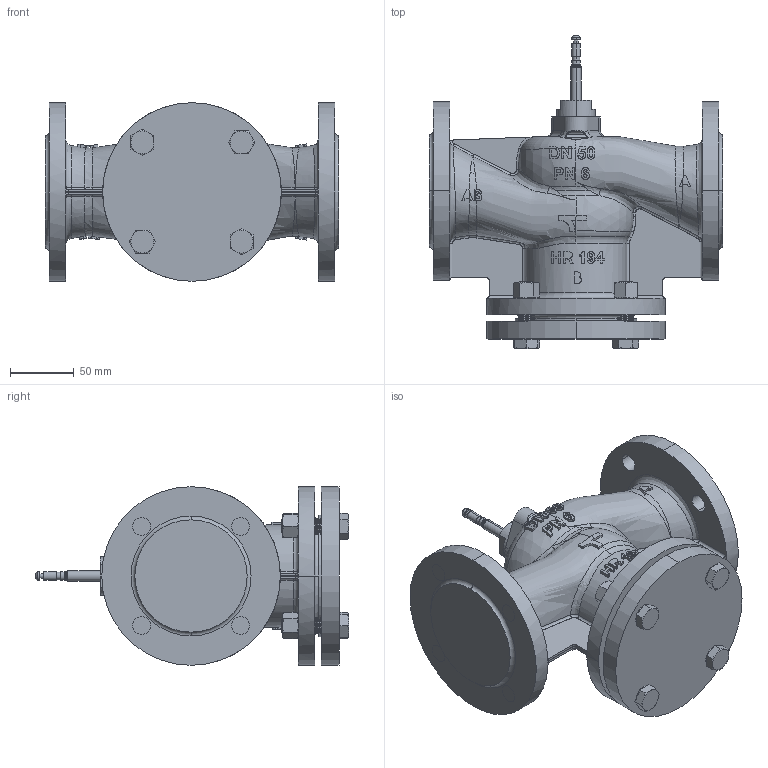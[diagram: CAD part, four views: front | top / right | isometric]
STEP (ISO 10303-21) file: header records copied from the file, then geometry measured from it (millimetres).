
FILE_DESCRIPTION (( 'STEP AP203' ), '1' );
FILE_NAME ('206_DN50_PN6_DEF.STEP', '2012-02-13T07:23:58', ( 'test' ), ( '' ), 'SwSTEP 2.0', 'SolidWorks 2011', '' );
FILE_SCHEMA (( 'CONFIG_CONTROL_DESIGN' ));
Products named in the file (1): 206_DN50_PN6_DEF
Bounding box: 230.69 x 246.24 x 140.42 mm (x, y, z)
Volume: 2136707.9 mm3; surface area: 224913.1 mm2
Topology: 1 solids, 3 shells, 997 faces, 2578 edges, 1643 vertices
Faces by surface type: plane 369, bspline 278, cylinder 147, cone 136, torus 36, sphere 31
Entity records: 139838 total; most frequent: CARTESIAN_POINT 117751, ORIENTED_EDGE 5140, DIRECTION 3809, EDGE_CURVE 2570, VERTEX_POINT 1643, AXIS2_PLACEMENT_3D 1538, EDGE_LOOP 1069, B_SPLINE_CURVE_WITH_KNOTS 1007
